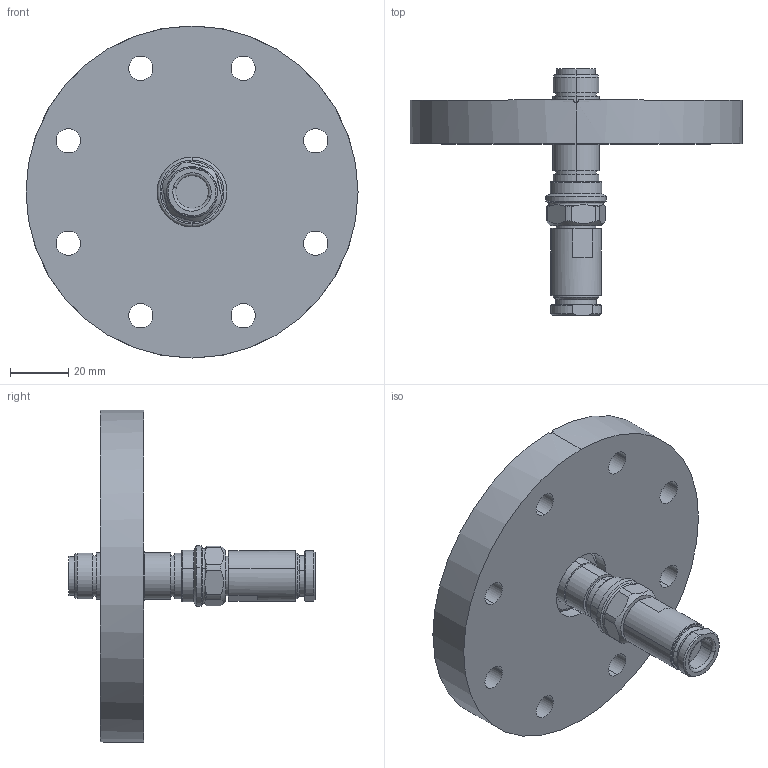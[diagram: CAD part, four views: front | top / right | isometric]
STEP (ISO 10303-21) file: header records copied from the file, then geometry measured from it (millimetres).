
FILE_DESCRIPTION (( 'STEP AP214' ), '1' );
FILE_NAME ('242-ND50-C63.step', '2025-02-18T20:49:16', ( '' ), ( '' ), 'SwSTEP 2.0', 'SolidWorks 2022', '' );
FILE_SCHEMA (( 'AUTOMOTIVE_DESIGN' ));
Length unit declared in the file: millimetre
Products named in the file (8): 9242-NDF50-3; 9242-ND50-C63_DN63 CF; 9242-ND50-4; 242-ND50-C63; 9242-NDF50-2; 9242-NDF50-1; 242-ND50; 241-CON-N-RG213
Assembly tree (7 placements, depth 3):
  242-ND50-C63
    9242-ND50-C63_DN63 CF
    242-ND50
      9242-NDF50-1
      9242-NDF50-2
      9242-NDF50-3
      9242-ND50-4
      241-CON-N-RG213
Bounding box: 114.3 x 84.76 x 114.3 mm (x, y, z)
Volume: 142269.8 mm3; surface area: 40210.5 mm2
Topology: 5 solids, 7 shells, 199 faces, 457 edges, 289 vertices
Faces by surface type: cylinder 96, cone 46, plane 45, torus 6, bspline 6
Entity records: 6263 total; most frequent: CARTESIAN_POINT 1309, DIRECTION 1068, ORIENTED_EDGE 904, AXIS2_PLACEMENT_3D 458, EDGE_CURVE 453, VERTEX_POINT 289, CIRCLE 253, EDGE_LOOP 245
